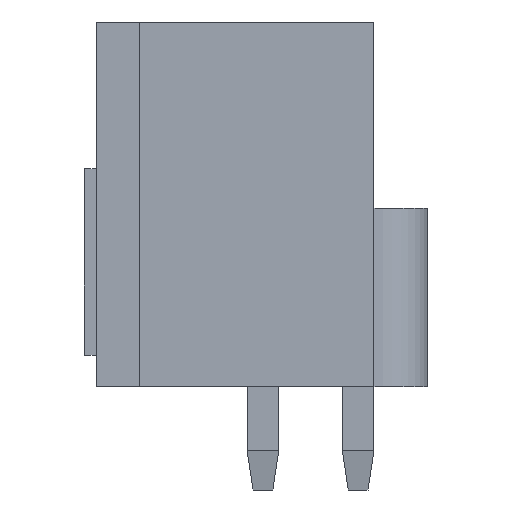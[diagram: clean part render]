
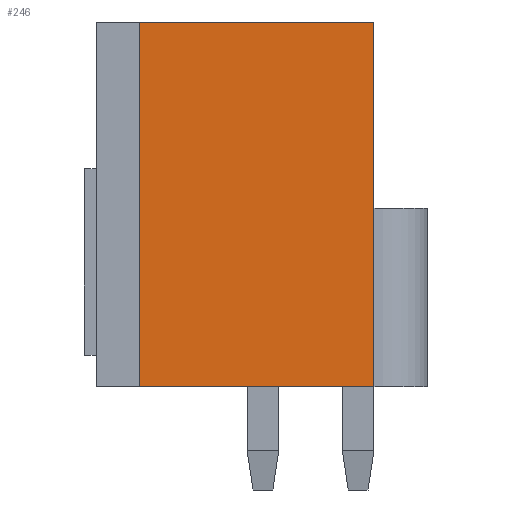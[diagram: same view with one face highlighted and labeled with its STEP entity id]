
A CAD part, left-side view. The second image highlights one B-rep face of the part: STEP entity #246.
In plain terms, the highlighted planar face has unit normal (-1, 0, 0).
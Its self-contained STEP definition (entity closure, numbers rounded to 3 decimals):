
#246 = ADVANCED_FACE( '', ( #644 ), #645, .T. );
#644 = FACE_OUTER_BOUND( '', #1236, .T. );
#645 = PLANE( '', #1237 );
#1236 = EDGE_LOOP( '', ( #1928, #1929, #1930, #1931 ) );
#1237 = AXIS2_PLACEMENT_3D( '', #1932, #1933, #1934 );
#1928 = ORIENTED_EDGE( '', *, *, #3427, .T. );
#1929 = ORIENTED_EDGE( '', *, *, #3428, .T. );
#1930 = ORIENTED_EDGE( '', *, *, #3429, .T. );
#1931 = ORIENTED_EDGE( '', *, *, #3430, .T. );
#1932 = CARTESIAN_POINT( '', ( -4.5, 0., 0. ) );
#1933 = DIRECTION( '', ( -1., 0., 0. ) );
#1934 = DIRECTION( '', ( 0., 0., 1. ) );
#3427 = EDGE_CURVE( '', #4115, #4116, #4117, .T. );
#3428 = EDGE_CURVE( '', #4116, #4118, #4119, .T. );
#3429 = EDGE_CURVE( '', #4118, #4120, #4121, .T. );
#3430 = EDGE_CURVE( '', #4120, #4115, #4122, .T. );
#4115 = VERTEX_POINT( '', #5090 );
#4116 = VERTEX_POINT( '', #5091 );
#4117 = LINE( '', #5092, #5093 );
#4118 = VERTEX_POINT( '', #5094 );
#4119 = LINE( '', #5095, #5096 );
#4120 = VERTEX_POINT( '', #5097 );
#4121 = LINE( '', #5098, #5099 );
#4122 = LINE( '', #5100, #5101 );
#5090 = CARTESIAN_POINT( '', ( -4.5, 5.9, 0. ) );
#5091 = CARTESIAN_POINT( '', ( -4.5, 0., 0. ) );
#5092 = CARTESIAN_POINT( '', ( -4.5, 5.9, 0. ) );
#5093 = VECTOR( '', #6215, 1000. );
#5094 = CARTESIAN_POINT( '', ( -4.5, 0., 9.2 ) );
#5095 = CARTESIAN_POINT( '', ( -4.5, 0., 0. ) );
#5096 = VECTOR( '', #6216, 1000. );
#5097 = CARTESIAN_POINT( '', ( -4.5, 5.9, 9.2 ) );
#5098 = CARTESIAN_POINT( '', ( -4.5, 0., 9.2 ) );
#5099 = VECTOR( '', #6217, 1000. );
#5100 = CARTESIAN_POINT( '', ( -4.5, 5.9, 9.2 ) );
#5101 = VECTOR( '', #6218, 1000. );
#6215 = DIRECTION( '', ( 0., -1., 0. ) );
#6216 = DIRECTION( '', ( 0., 0., 1. ) );
#6217 = DIRECTION( '', ( 0., 1., 0. ) );
#6218 = DIRECTION( '', ( 0., 0., -1. ) );
